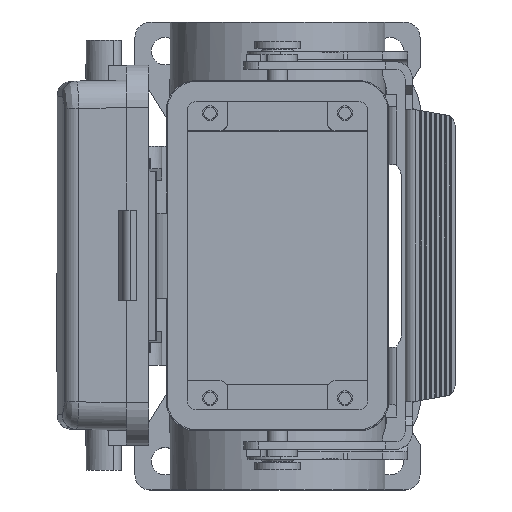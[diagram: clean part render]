
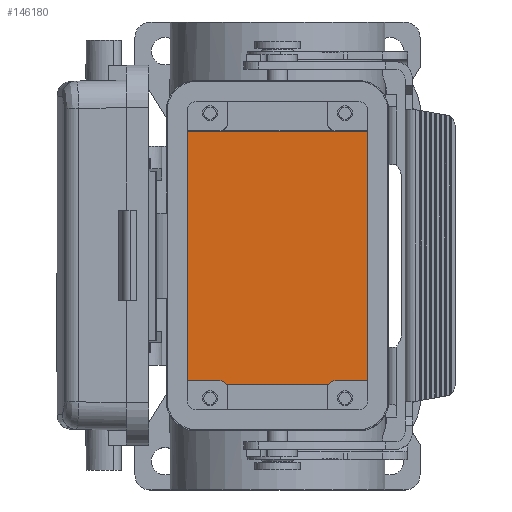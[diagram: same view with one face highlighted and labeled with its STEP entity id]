
A CAD part, top view. The second image highlights one B-rep face of the part: STEP entity #146180.
In plain terms, the highlighted planar face has unit normal (0, 0, 1).
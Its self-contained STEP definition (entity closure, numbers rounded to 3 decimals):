
#142630=CARTESIAN_POINT('',(-25.,-18.25,-60.));
#142640=DIRECTION('',(1.,0.,0.));
#142650=VECTOR('',#142640,50.);
#142660=LINE('',#142630,#142650);
#142670=CARTESIAN_POINT('',(-25.,-18.25,-60.));
#142680=VERTEX_POINT('',#142670);
#142690=CARTESIAN_POINT('',(25.,-18.25,-60.));
#142700=VERTEX_POINT('',#142690);
#142710=EDGE_CURVE('',#142680,#142700,#142660,.T.);
#143640=CARTESIAN_POINT('',(-25.75,10.201,-60.));
#143650=VERTEX_POINT('',#143640);
#143680=CARTESIAN_POINT('',(-25.75,10.201,-60.));
#143690=DIRECTION('',(0.,-1.,0.));
#143700=VECTOR('',#143690,20.402);
#143710=LINE('',#143680,#143700);
#143720=CARTESIAN_POINT('',(-25.75,-10.201,-60.));
#143730=VERTEX_POINT('',#143720);
#143740=EDGE_CURVE('',#143650,#143730,#143710,.T.);
#145320=CARTESIAN_POINT('',(25.,18.25,-60.));
#145330=VERTEX_POINT('',#145320);
#145360=CARTESIAN_POINT('',(25.,18.25,-60.));
#145370=DIRECTION('',(-1.,0.,0.));
#145380=VECTOR('',#145370,50.);
#145390=LINE('',#145360,#145380);
#145400=CARTESIAN_POINT('',(-25.,18.25,-60.));
#145410=VERTEX_POINT('',#145400);
#145420=EDGE_CURVE('',#145330,#145410,#145390,.T.);
#145650=CARTESIAN_POINT('',(-25.,11.5,-60.));
#145660=VERTEX_POINT('',#145650);
#145690=CARTESIAN_POINT('',(-26.5,11.5,-60.));
#145700=DIRECTION('',(0.,0.,-1.));
#145710=DIRECTION('',(0.,-1.,0.));
#145720=AXIS2_PLACEMENT_3D('',#145690,#145700,#145710);
#145730=CIRCLE('',#145720,1.5);
#145740=EDGE_CURVE('',#145660,#143650,#145730,.T.);
#145800=CARTESIAN_POINT('',(0.,0.,-60.));
#145810=DIRECTION('',(0.,0.,1.));
#145820=DIRECTION('',(1.,0.,0.));
#145830=AXIS2_PLACEMENT_3D('',#145800,#145810,#145820);
#145840=PLANE('',#145830);
#145850=ORIENTED_EDGE('',*,*,#145740,.T.);
#145860=CARTESIAN_POINT('',(-25.,18.25,-60.));
#145870=DIRECTION('',(0.,-1.,0.));
#145880=VECTOR('',#145870,6.75);
#145890=LINE('',#145860,#145880);
#145900=EDGE_CURVE('',#145410,#145660,#145890,.T.);
#145910=ORIENTED_EDGE('',*,*,#145900,.T.);
#145920=ORIENTED_EDGE('',*,*,#145420,.T.);
#145930=CARTESIAN_POINT('',(25.,-18.25,-60.));
#145940=DIRECTION('',(0.,1.,0.));
#145950=VECTOR('',#145940,36.5);
#145960=LINE('',#145930,#145950);
#145970=EDGE_CURVE('',#142700,#145330,#145960,.T.);
#145980=ORIENTED_EDGE('',*,*,#145970,.T.);
#145990=ORIENTED_EDGE('',*,*,#142710,.T.);
#146000=CARTESIAN_POINT('',(-25.,-11.5,-60.));
#146010=DIRECTION('',(0.,-1.,0.));
#146020=VECTOR('',#146010,6.75);
#146030=LINE('',#146000,#146020);
#146040=CARTESIAN_POINT('',(-25.,-11.5,-60.));
#146050=VERTEX_POINT('',#146040);
#146060=EDGE_CURVE('',#146050,#142680,#146030,.T.);
#146070=ORIENTED_EDGE('',*,*,#146060,.T.);
#146080=CARTESIAN_POINT('',(-26.5,-11.5,-60.));
#146090=DIRECTION('',(0.,0.,-1.));
#146100=DIRECTION('',(-1.,0.,0.));
#146110=AXIS2_PLACEMENT_3D('',#146080,#146090,#146100);
#146120=CIRCLE('',#146110,1.5);
#146130=EDGE_CURVE('',#143730,#146050,#146120,.T.);
#146140=ORIENTED_EDGE('',*,*,#146130,.T.);
#146150=ORIENTED_EDGE('',*,*,#143740,.T.);
#146160=EDGE_LOOP('',(#146150,#146140,#146070,#145990,#145980,#145920,
#145910,#145850));
#146170=FACE_OUTER_BOUND('',#146160,.T.);
#146180=ADVANCED_FACE('',(#146170),#145840,.T.);
